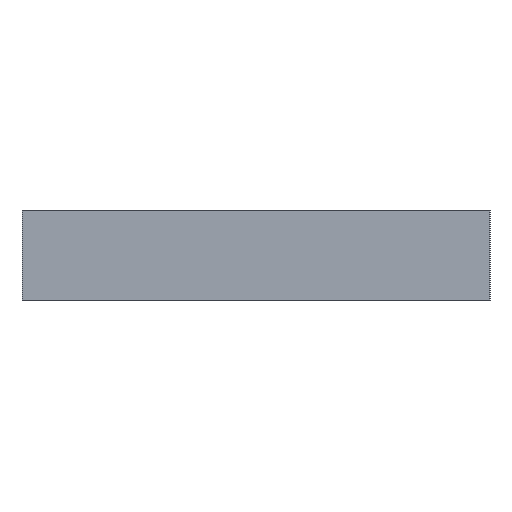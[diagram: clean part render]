
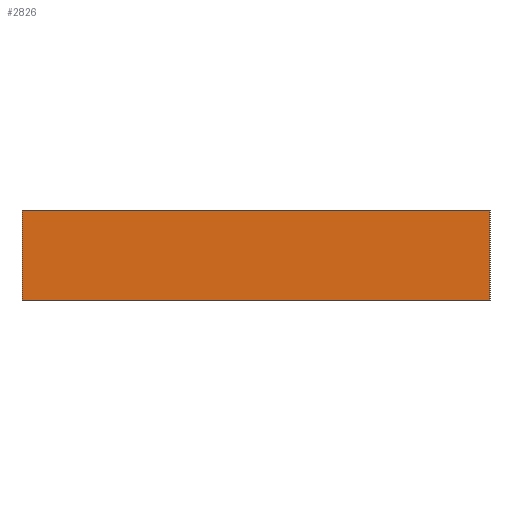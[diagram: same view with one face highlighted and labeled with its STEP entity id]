
A CAD part, left-side view. The second image highlights one B-rep face of the part: STEP entity #2826.
In plain terms, the highlighted planar face has unit normal (-1, 0, 0).
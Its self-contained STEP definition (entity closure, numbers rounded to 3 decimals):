
#473=FACE_OUTER_BOUND('',#637,.T.);
#637=EDGE_LOOP('',(#2606,#2607,#2608,#2609));
#643=LINE('',#3253,#865);
#856=LINE('',#5723,#1078);
#858=LINE('',#5735,#1080);
#861=LINE('',#5743,#1083);
#865=VECTOR('',#2909,10.);
#1078=VECTOR('',#3214,10.);
#1080=VECTOR('',#3228,10.);
#1083=VECTOR('',#3239,10.);
#1084=VERTEX_POINT('',#3246);
#1087=VERTEX_POINT('',#3251);
#1358=VERTEX_POINT('',#5721);
#1362=VERTEX_POINT('',#5734);
#1367=EDGE_CURVE('',#1084,#1087,#643,.T.);
#1774=EDGE_CURVE('',#1358,#1087,#856,.T.);
#1779=EDGE_CURVE('',#1362,#1084,#858,.T.);
#1783=EDGE_CURVE('',#1362,#1358,#861,.T.);
#2606=ORIENTED_EDGE('',*,*,#1779,.T.);
#2607=ORIENTED_EDGE('',*,*,#1367,.T.);
#2608=ORIENTED_EDGE('',*,*,#1774,.F.);
#2609=ORIENTED_EDGE('',*,*,#1783,.F.);
#2674=PLANE('',#2899);
#2826=ADVANCED_FACE('',(#473),#2674,.T.);
#2899=AXIS2_PLACEMENT_3D('',#5742,#3237,#3238);
#2909=DIRECTION('',(0.,0.,1.));
#3214=DIRECTION('',(0.,-1.,0.));
#3228=DIRECTION('',(0.,-1.,0.));
#3237=DIRECTION('center_axis',(-1.,0.,0.));
#3238=DIRECTION('ref_axis',(0.,-1.,0.));
#3239=DIRECTION('',(0.,0.,1.));
#3246=CARTESIAN_POINT('',(-25.,-13.,2.));
#3251=CARTESIAN_POINT('',(-25.,-13.,7.));
#3253=CARTESIAN_POINT('',(-25.,-13.,0.));
#5721=CARTESIAN_POINT('',(-25.,13.,7.));
#5723=CARTESIAN_POINT('',(-25.,13.,7.));
#5734=CARTESIAN_POINT('',(-25.,13.,2.));
#5735=CARTESIAN_POINT('',(-25.,6.5,2.));
#5742=CARTESIAN_POINT('Origin',(-25.,13.,0.));
#5743=CARTESIAN_POINT('',(-25.,13.,0.));
